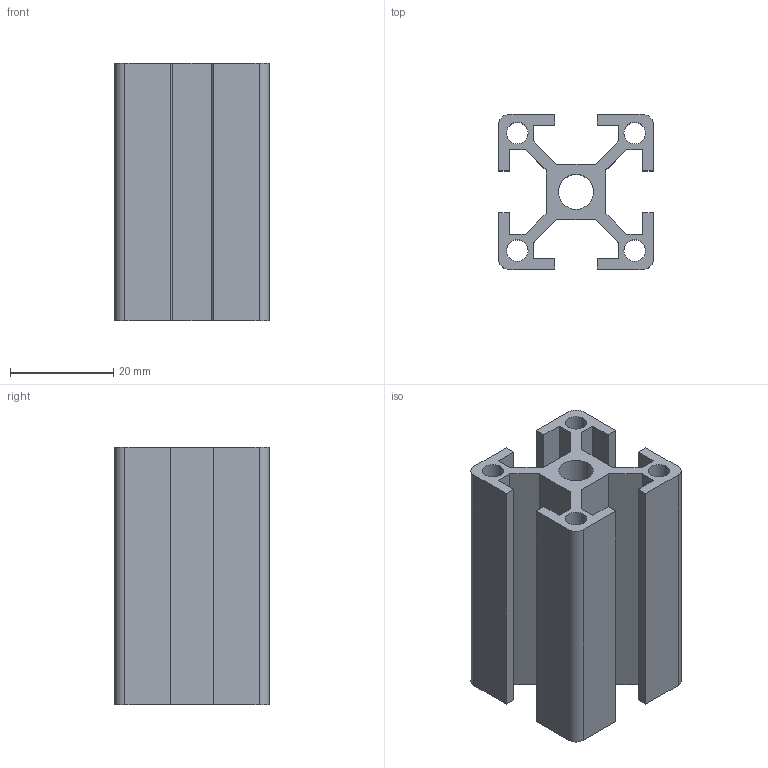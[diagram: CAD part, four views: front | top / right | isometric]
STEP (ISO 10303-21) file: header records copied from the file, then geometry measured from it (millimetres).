
FILE_DESCRIPTION(/* description */ (''),/* implementation_level */ '2;1');
FILE_NAME(/* name */ 'T Slot 30x30 Aluminum.stp',/* time_stamp */ '2023-09-22T11:25:39+07:00',/* author */ ('Marcel'),/* organization */ (''),/* preprocessor_version */ 'ST-DEVELOPER v19.2',/* originating_system */ 'Autodesk Inventor 2024',/* authorisation */ '');
FILE_SCHEMA (('AUTOMOTIVE_DESIGN { 1 0 10303 214 3 1 1 }'));
Length unit declared in the file: millimetre
Products named in the file (1): T Slot 30x30 Aluminium 29082023
Bounding box: 30 x 30 x 50 mm (x, y, z)
Volume: 16156.7 mm3; surface area: 16299 mm2
Topology: 1 solids, 1 shells, 55 faces, 159 edges, 106 vertices
Faces by surface type: plane 46, cylinder 9
Full cylindrical faces by diameter (mm): 4.2 x4, 6.8 x1
Entity records: 1854 total; most frequent: CARTESIAN_POINT 321, ORIENTED_EDGE 318, DIRECTION 289, EDGE_CURVE 159, LINE 141, VECTOR 141, VERTEX_POINT 106, AXIS2_PLACEMENT_3D 74
